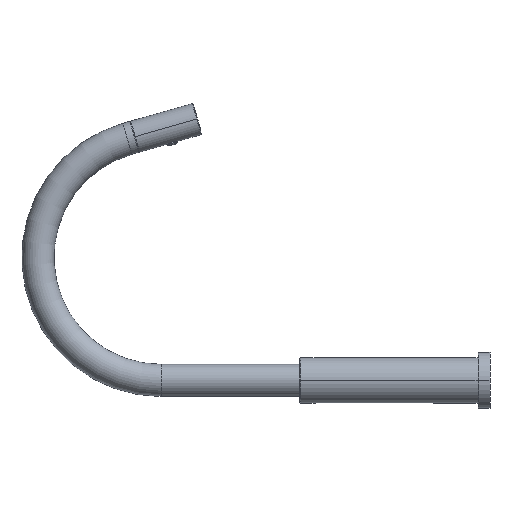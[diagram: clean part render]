
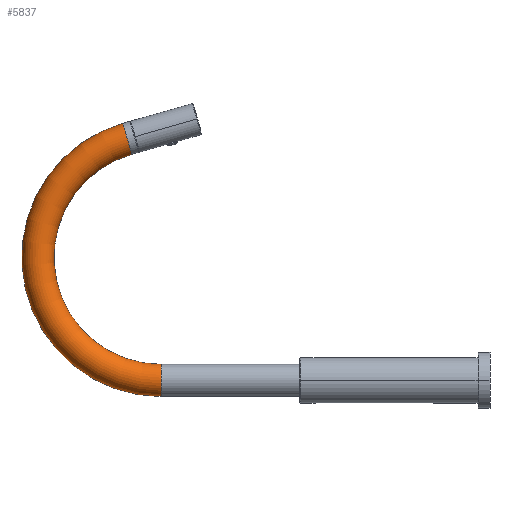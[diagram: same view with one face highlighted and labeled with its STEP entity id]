
A CAD part, left-side view. The second image highlights one B-rep face of the part: STEP entity #5837.
In plain terms, the highlighted toroidal (fillet/blend) face has major radius 110.818 mm and minor radius 14.478 mm.
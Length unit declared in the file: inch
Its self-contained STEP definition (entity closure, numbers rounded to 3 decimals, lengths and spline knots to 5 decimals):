
#804=CARTESIAN_POINT('',(0.,12.42274,8.5596));
#805=DIRECTION('',(0.,-0.962,0.273));
#806=DIRECTION('',(0.,0.273,0.962));
#807=AXIS2_PLACEMENT_3D('',#804,#805,#806);
#832=CARTESIAN_POINT('',(0.,11.23,4.3629));
#833=DIRECTION('',(1.,0.,0.));
#834=DIRECTION('',(0.,0.,-1.));
#835=AXIS2_PLACEMENT_3D('',#832,#833,#834);
#855=CARTESIAN_POINT('',(0.,11.23,0.));
#856=DIRECTION('',(0.,1.,0.));
#857=DIRECTION('',(0.,0.,-1.));
#858=AXIS2_PLACEMENT_3D('',#855,#856,#857);
#860=CARTESIAN_POINT('',(0.,11.23,4.3629));
#861=DIRECTION('',(1.,0.,0.));
#862=DIRECTION('',(0.,0.,-1.));
#863=AXIS2_PLACEMENT_3D('',#860,#861,#862);
#4140=CARTESIAN_POINT('',(0.,11.23,-0.57));
#4141=CARTESIAN_POINT('',(0.,11.23,0.57));
#4142=VERTEX_POINT('',#4140);
#4143=VERTEX_POINT('',#4141);
#4144=CARTESIAN_POINT('',(0.,12.57857,9.10788));
#4145=CARTESIAN_POINT('',(0.,12.26692,8.01131));
#4146=VERTEX_POINT('',#4144);
#4147=VERTEX_POINT('',#4145);
#5826=CARTESIAN_POINT('',(0.,11.23,4.3629));
#5827=DIRECTION('',(1.,0.,0.));
#5828=DIRECTION('',(0.,0.,1.));
#5829=AXIS2_PLACEMENT_3D('',#5826,#5827,#5828);
#5830=TOROIDAL_SURFACE('',#5829,4.3629,0.57);
#5831=ORIENTED_EDGE('',*,*,#5820,.F.);
#5832=ORIENTED_EDGE('',*,*,#5776,.T.);
#5833=ORIENTED_EDGE('',*,*,#5746,.T.);
#5834=ORIENTED_EDGE('',*,*,#5773,.F.);
#5835=EDGE_LOOP('',(#5831,#5832,#5833,#5834));
#5836=FACE_OUTER_BOUND('',#5835,.F.);
#5837=ADVANCED_FACE('',(#5836),#5830,.T.);
#808=CIRCLE('',#807,0.57);
#836=CIRCLE('',#835,3.7929);
#859=CIRCLE('',#858,0.57);
#864=CIRCLE('',#863,4.9329);
#5746=EDGE_CURVE('',#4146,#4147,#808,.T.);
#5773=EDGE_CURVE('',#4143,#4147,#836,.T.);
#5776=EDGE_CURVE('',#4142,#4146,#864,.T.);
#5820=EDGE_CURVE('',#4142,#4143,#859,.T.);
